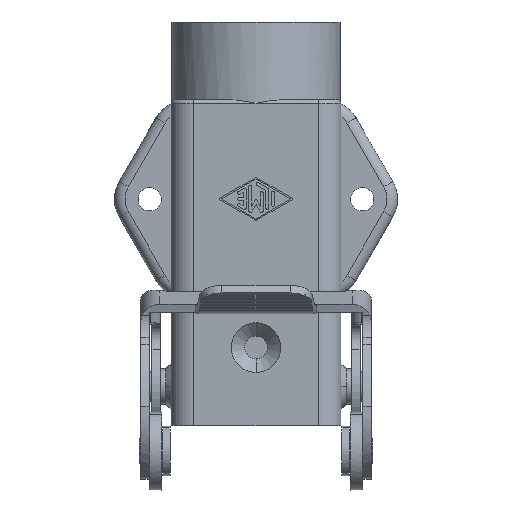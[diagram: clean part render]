
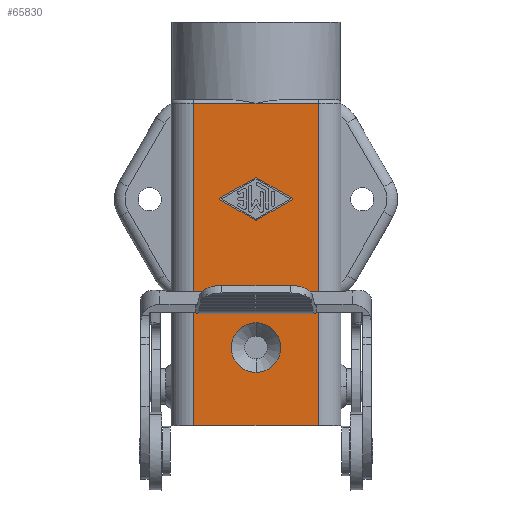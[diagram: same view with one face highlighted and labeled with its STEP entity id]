
A CAD part, top view. The second image highlights one B-rep face of the part: STEP entity #65830.
In plain terms, the highlighted face is planar.
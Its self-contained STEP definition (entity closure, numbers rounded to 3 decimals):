
#1170=CARTESIAN_POINT('',(0.2,27.8,0.));
#1180=VERTEX_POINT('',#1170);
#1210=CARTESIAN_POINT('',(-3.,27.8,0.));
#1220=DIRECTION('',(1.,0.,0.));
#1230=VECTOR('',#1220,1.);
#1240=LINE('',#1210,#1230);
#1250=CARTESIAN_POINT('',(17.8,27.8,0.));
#1260=VERTEX_POINT('',#1250);
#1270=EDGE_CURVE('',#1180,#1260,#1240,.T.);
#4920=CARTESIAN_POINT('',(9.,27.8,-45.5));
#4930=VERTEX_POINT('',#4920);
#5110=CARTESIAN_POINT('',(17.8,27.8,-45.5));
#5120=VERTEX_POINT('',#5110);
#5150=CARTESIAN_POINT('',(0.,27.8,-45.5));
#5160=DIRECTION('',(1.,0.,0.));
#5170=VECTOR('',#5160,1.);
#5180=LINE('',#5150,#5170);
#5190=EDGE_CURVE('',#4930,#5120,#5180,.T.);
#7890=CARTESIAN_POINT('',(0.2,27.8,-45.5));
#7900=VERTEX_POINT('',#7890);
#7910=EDGE_CURVE('',#7900,#4930,#5180,.T.);
#64760=CARTESIAN_POINT('',(-3.,27.8,0.));
#64770=DIRECTION('',(-0.,-1.,-0.));
#64780=DIRECTION('',(-1.,0.,0.));
#64790=AXIS2_PLACEMENT_3D('',#64760,#64770,#64780);
#64800=PLANE('',#64790);
#64810=ORIENTED_EDGE('',*,*,#1270,.T.);
#64820=CARTESIAN_POINT('',(0.2,27.8,0.));
#64830=DIRECTION('',(0.,0.,-1.));
#64840=VECTOR('',#64830,1.);
#64850=LINE('',#64820,#64840);
#64860=EDGE_CURVE('',#1180,#7900,#64850,.T.);
#64870=ORIENTED_EDGE('',*,*,#64860,.F.);
#64880=ORIENTED_EDGE('',*,*,#7910,.F.);
#64890=ORIENTED_EDGE('',*,*,#5190,.F.);
#64900=CARTESIAN_POINT('',(17.8,27.8,0.));
#64910=DIRECTION('',(0.,0.,-1.));
#64920=VECTOR('',#64910,1.);
#64930=LINE('',#64900,#64920);
#64940=EDGE_CURVE('',#1260,#5120,#64930,.T.);
#64950=ORIENTED_EDGE('',*,*,#64940,.T.);
#64960=EDGE_LOOP('',(#64950,#64890,#64880,#64870,#64810));
#64970=FACE_OUTER_BOUND('',#64960,.T.);
#64980=CARTESIAN_POINT('',(9.,27.8,-11.));
#64990=DIRECTION('',(0.,-1.,0.));
#65000=DIRECTION('',(0.,0.,1.));
#65010=AXIS2_PLACEMENT_3D('',#64980,#64990,#65000);
#65020=CIRCLE('',#65010,3.5);
#65030=CARTESIAN_POINT('',(9.,27.8,-7.5));
#65040=VERTEX_POINT('',#65030);
#65050=CARTESIAN_POINT('',(9.,27.8,-14.5));
#65060=VERTEX_POINT('',#65050);
#65070=EDGE_CURVE('',#65040,#65060,#65020,.T.);
#65080=ORIENTED_EDGE('',*,*,#65070,.T.);
#65090=EDGE_CURVE('',#65060,#65040,#65020,.T.);
#65100=ORIENTED_EDGE('',*,*,#65090,.T.);
#65110=EDGE_LOOP('',(#65100,#65080));
#65120=FACE_BOUND('',#65110,.T.);
#65130=CARTESIAN_POINT('',(14.1,27.8,-32.));
#65140=DIRECTION('',(0.,1.,0.));
#65150=DIRECTION('',(-1.,0.,0.));
#65160=AXIS2_PLACEMENT_3D('',#65130,#65140,#65150);
#65170=CIRCLE('',#65160,0.1);
#65180=CARTESIAN_POINT('',(14.15,27.8,-31.913));
#65190=VERTEX_POINT('',#65180);
#65200=CARTESIAN_POINT('',(14.15,27.8,-32.087));
#65210=VERTEX_POINT('',#65200);
#65220=EDGE_CURVE('',#65190,#65210,#65170,.T.);
#65230=ORIENTED_EDGE('',*,*,#65220,.F.);
#65240=CARTESIAN_POINT('',(0.,27.8,-40.175));
#65250=DIRECTION('',(0.868,0.,0.496));
#65260=VECTOR('',#65250,1.);
#65270=LINE('',#65240,#65260);
#65280=CARTESIAN_POINT('',(9.099,27.8,-34.974));
#65290=VERTEX_POINT('',#65280);
#65300=EDGE_CURVE('',#65290,#65210,#65270,.T.);
#65310=ORIENTED_EDGE('',*,*,#65300,.T.);
#65320=CARTESIAN_POINT('',(9.,27.8,-34.8));
#65330=DIRECTION('',(0.,1.,0.));
#65340=DIRECTION('',(-1.,0.,0.));
#65350=AXIS2_PLACEMENT_3D('',#65320,#65330,#65340);
#65360=CIRCLE('',#65350,0.2);
#65370=CARTESIAN_POINT('',(8.901,27.8,-34.974));
#65380=VERTEX_POINT('',#65370);
#65390=EDGE_CURVE('',#65290,#65380,#65360,.T.);
#65400=ORIENTED_EDGE('',*,*,#65390,.F.);
#65410=CARTESIAN_POINT('',(0.,27.8,-29.886));
#65420=DIRECTION('',(0.868,0.,-0.496));
#65430=VECTOR('',#65420,1.);
#65440=LINE('',#65410,#65430);
#65450=CARTESIAN_POINT('',(3.85,27.8,-32.087));
#65460=VERTEX_POINT('',#65450);
#65470=EDGE_CURVE('',#65460,#65380,#65440,.T.);
#65480=ORIENTED_EDGE('',*,*,#65470,.T.);
#65490=CARTESIAN_POINT('',(3.9,27.8,-32.));
#65500=DIRECTION('',(0.,1.,0.));
#65510=DIRECTION('',(-1.,0.,0.));
#65520=AXIS2_PLACEMENT_3D('',#65490,#65500,#65510);
#65530=CIRCLE('',#65520,0.1);
#65540=CARTESIAN_POINT('',(3.85,27.8,-31.913));
#65550=VERTEX_POINT('',#65540);
#65560=EDGE_CURVE('',#65460,#65550,#65530,.T.);
#65570=ORIENTED_EDGE('',*,*,#65560,.F.);
#65580=CARTESIAN_POINT('',(0.,27.8,-34.114));
#65590=DIRECTION('',(-0.868,0.,-0.496));
#65600=VECTOR('',#65590,1.);
#65610=LINE('',#65580,#65600);
#65620=CARTESIAN_POINT('',(8.901,27.8,-29.026));
#65630=VERTEX_POINT('',#65620);
#65640=EDGE_CURVE('',#65630,#65550,#65610,.T.);
#65650=ORIENTED_EDGE('',*,*,#65640,.T.);
#65660=CARTESIAN_POINT('',(9.,27.8,-29.2));
#65670=DIRECTION('',(0.,1.,0.));
#65680=DIRECTION('',(-1.,0.,0.));
#65690=AXIS2_PLACEMENT_3D('',#65660,#65670,#65680);
#65700=CIRCLE('',#65690,0.2);
#65710=CARTESIAN_POINT('',(9.099,27.8,-29.026));
#65720=VERTEX_POINT('',#65710);
#65730=EDGE_CURVE('',#65630,#65720,#65700,.T.);
#65740=ORIENTED_EDGE('',*,*,#65730,.F.);
#65750=CARTESIAN_POINT('',(0.,27.8,-23.825));
#65760=DIRECTION('',(-0.868,0.,0.496));
#65770=VECTOR('',#65760,1.);
#65780=LINE('',#65750,#65770);
#65790=EDGE_CURVE('',#65190,#65720,#65780,.T.);
#65800=ORIENTED_EDGE('',*,*,#65790,.T.);
#65810=EDGE_LOOP('',(#65800,#65740,#65650,#65570,#65480,#65400,#65310,
#65230));
#65820=FACE_BOUND('',#65810,.T.);
#65830=ADVANCED_FACE('',(#64970,#65120,#65820),#64800,.F.);
